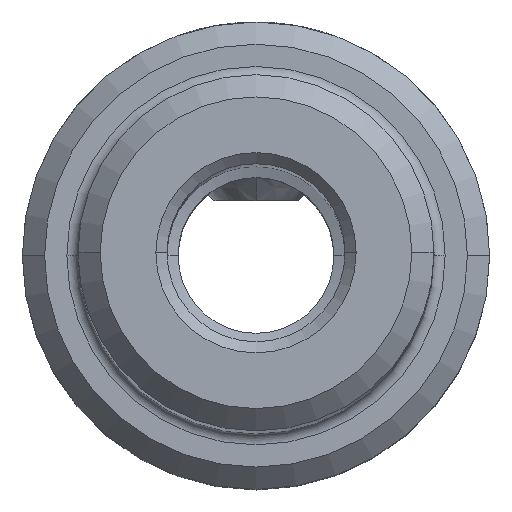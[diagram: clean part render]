
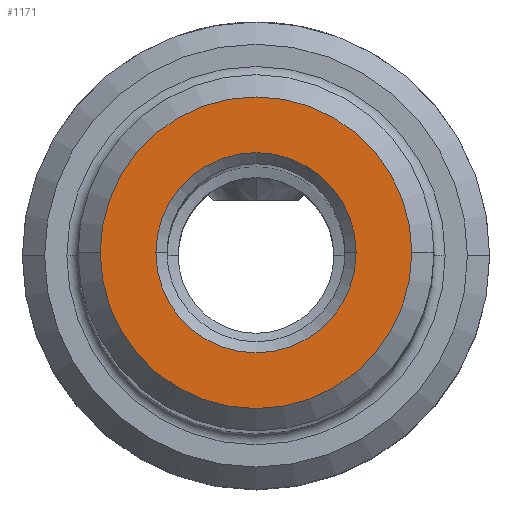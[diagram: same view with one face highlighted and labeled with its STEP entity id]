
A CAD part, top view. The second image highlights one B-rep face of the part: STEP entity #1171.
In plain terms, the highlighted planar face has unit normal (0, 0, 1).
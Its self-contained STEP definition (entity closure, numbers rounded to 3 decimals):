
#543=VERTEX_POINT('NONE',#1336);
#735=VERTEX_POINT('NONE',#1552);
#839=VERTEX_POINT('NONE',#1667);
#915=VERTEX_POINT('NONE',#1754);
#1067=EDGE_CURVE('NONE',#915,#543,#1929,.T.);
#1081=EDGE_CURVE('NONE',#543,#915,#1946,.T.);
#1093=EDGE_CURVE('NONE',#735,#839,#1959,.T.);
#1113=EDGE_CURVE('NONE',#839,#735,#1982,.T.);
#1171=ADVANCED_FACE('NONE',(#2042,#2043),#2044,.T.);
#1336=CARTESIAN_POINT('',(4.5,0.0,100.0));
#1552=CARTESIAN_POINT('',(-7.,0.0,100.0));
#1667=CARTESIAN_POINT('',(7.,0.,100.0));
#1754=CARTESIAN_POINT('',(-4.5,0.,100.0));
#1929=CIRCLE('',#3252,4.5);
#1946=CIRCLE('',#3299,4.5);
#1959=CIRCLE('',#3314,7.);
#1982=CIRCLE('',#3345,7.);
#2042=FACE_OUTER_BOUND('',#3431,.T.);
#2043=FACE_BOUND('',#3432,.T.);
#2044=PLANE('',#3433);
#3252=AXIS2_PLACEMENT_3D('',#4324,#4325,#4326);
#3299=AXIS2_PLACEMENT_3D('',#4354,#4355,#4356);
#3314=AXIS2_PLACEMENT_3D('',#4367,#4368,#4369);
#3345=AXIS2_PLACEMENT_3D('',#4400,#4401,#4402);
#3431=EDGE_LOOP('',(#4454,#4455));
#3432=EDGE_LOOP('',(#4456,#4457));
#3433=AXIS2_PLACEMENT_3D('',#4458,#4459,#4460);
#4324=CARTESIAN_POINT('',(0.0,0.0,100.0));
#4325=DIRECTION('',(0.0,0.0,-1.0));
#4326=DIRECTION('',(1.0,0.0,0.0));
#4354=CARTESIAN_POINT('',(0.0,0.0,100.0));
#4355=DIRECTION('',(0.0,0.0,-1.0));
#4356=DIRECTION('',(1.0,0.0,0.0));
#4367=CARTESIAN_POINT('',(0.0,0.0,100.0));
#4368=DIRECTION('',(0.0,0.0,1.0));
#4369=DIRECTION('',(1.0,0.0,0.0));
#4400=CARTESIAN_POINT('',(0.0,0.0,100.0));
#4401=DIRECTION('',(0.0,0.0,1.0));
#4402=DIRECTION('',(1.0,0.0,0.0));
#4454=ORIENTED_EDGE('',*,*,#1093,.T.);
#4455=ORIENTED_EDGE('',*,*,#1113,.T.);
#4456=ORIENTED_EDGE('',*,*,#1081,.T.);
#4457=ORIENTED_EDGE('',*,*,#1067,.T.);
#4458=CARTESIAN_POINT('',(0.0,8.,100.0));
#4459=DIRECTION('',(0.0,0.0,1.0));
#4460=DIRECTION('',(1.0,0.0,0.0));
